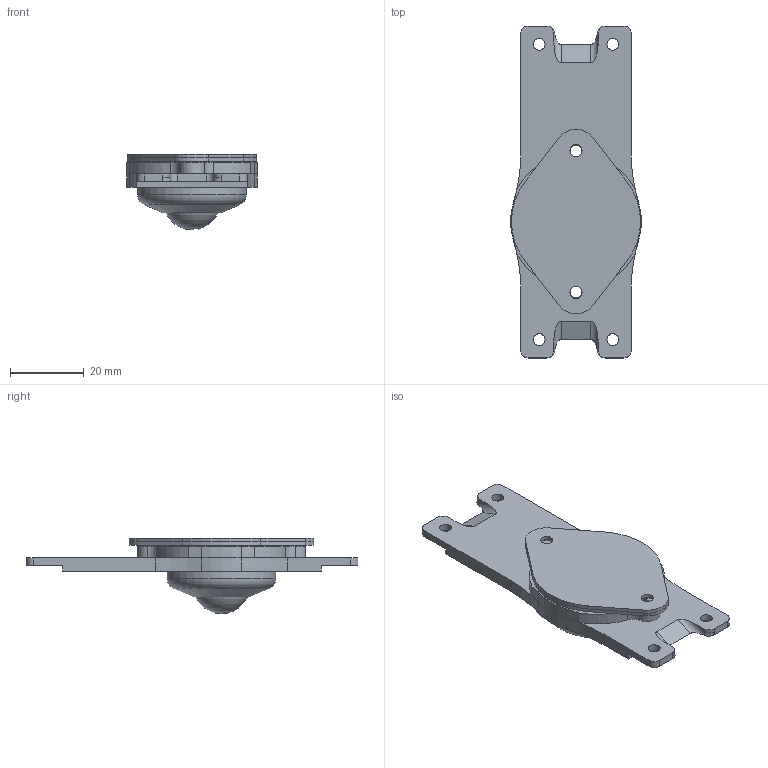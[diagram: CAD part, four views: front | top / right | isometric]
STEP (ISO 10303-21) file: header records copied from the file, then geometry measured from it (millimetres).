
FILE_DESCRIPTION(/* description */ ('','CAx-IF Rec.Pracs.---Representation and Presentation of Product Manufacturing Information (PMI)---4.0---2014-10-13'),/* implementation_level */ '2;1');
FILE_NAME(/* name */ 'SensorMount.step',/* time_stamp */ '2025-02-13T22:05:03+01:00',/* author */ (''),/* organization */ (''),/* preprocessor_version */ 'ST-DEVELOPER v20',/* originating_system */ 'Autodesk Translation Framework v13.20.0.188',/* authorisation */ '');
FILE_SCHEMA (('AP242_MANAGED_MODEL_BASED_3D_ENGINEERING_MIM_LF { 1 0 10303 442 1 1 4 }'));
Length unit declared in the file: millimetre
Products named in the file (2): SensorMount; Caster
Assembly tree (1 placements, depth 2):
  SensorMount
    Caster
Bounding box: 35.5 x 90 x 20.44 mm (x, y, z)
Volume: 18021.8 mm3; surface area: 12223.7 mm2
Topology: 4 solids, 4 shells, 114 faces, 310 edges, 204 vertices
Faces by surface type: cylinder 60, plane 44, bspline 4, cone 3, torus 2, sphere 1
Full cylindrical faces by diameter (mm): 3.2 x4, 3.3 x2, 5 x2, 15 x1, 29.5 x1
Entity records: 3827 total; most frequent: CARTESIAN_POINT 750, DIRECTION 669, ORIENTED_EDGE 618, EDGE_CURVE 309, AXIS2_PLACEMENT_3D 255, VERTEX_POINT 204, LINE 159, VECTOR 159
